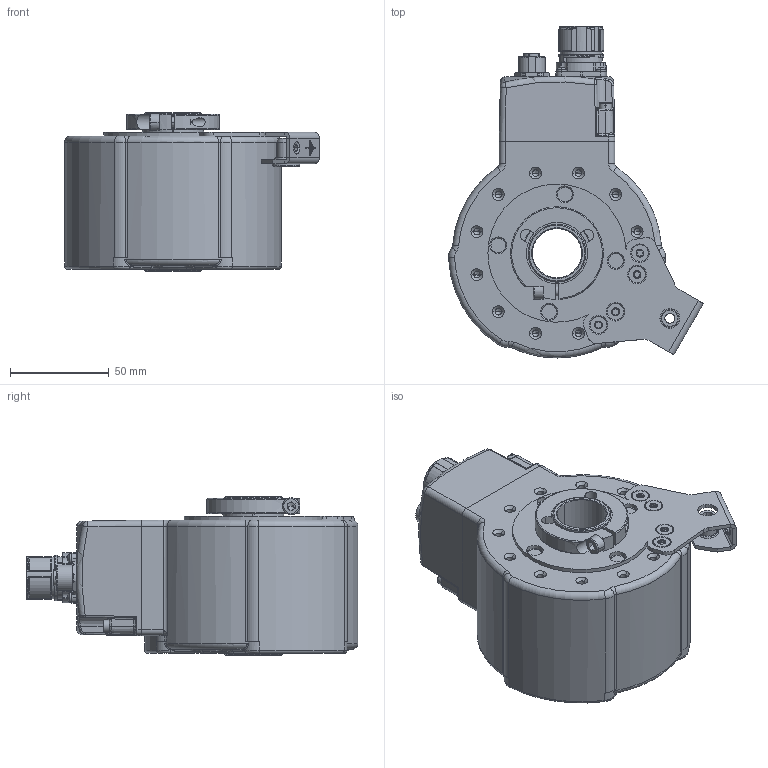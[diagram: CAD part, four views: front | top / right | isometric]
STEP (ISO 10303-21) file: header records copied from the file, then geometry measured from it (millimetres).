
FILE_DESCRIPTION((''),'2;1');
FILE_NAME('809830-K01_SW0001','2011-11-14T',('SE2994'),(''),'PRO/ENGINEER BY PARAMETRIC TECHNOLOGY CORPORATION, 2010180','PRO/ENGINEER BY PARAMETRIC TECHNOLOGY CORPORATION, 2010180','');
FILE_SCHEMA(('CONFIG_CONTROL_DESIGN','SHAPE_APPEARANCE_LAYERS_GROUPS'));
Length unit declared in the file: millimetre
Products named in the file (1): 809830-K01_SW0001
Bounding box: 129.13 x 168.1 x 80.5 mm (x, y, z)
Volume: 327736.2 mm3; surface area: 136003.5 mm2
Topology: 3 solids, 7 shells, 1852 faces, 4524 edges, 2759 vertices
Faces by surface type: cylinder 806, plane 480, torus 184, cone 173, bspline 154, sphere 42, revolution 11, extrusion 2
Entity records: 91462 total; most frequent: CARTESIAN_POINT 35211, DIRECTION 9196, ORIENTED_EDGE 8942, EDGE_CURVE 4471, AXIS2_PLACEMENT_3D 3835, VERTEX_POINT 2757, CIRCLE 2150, EDGE_LOOP 2034
